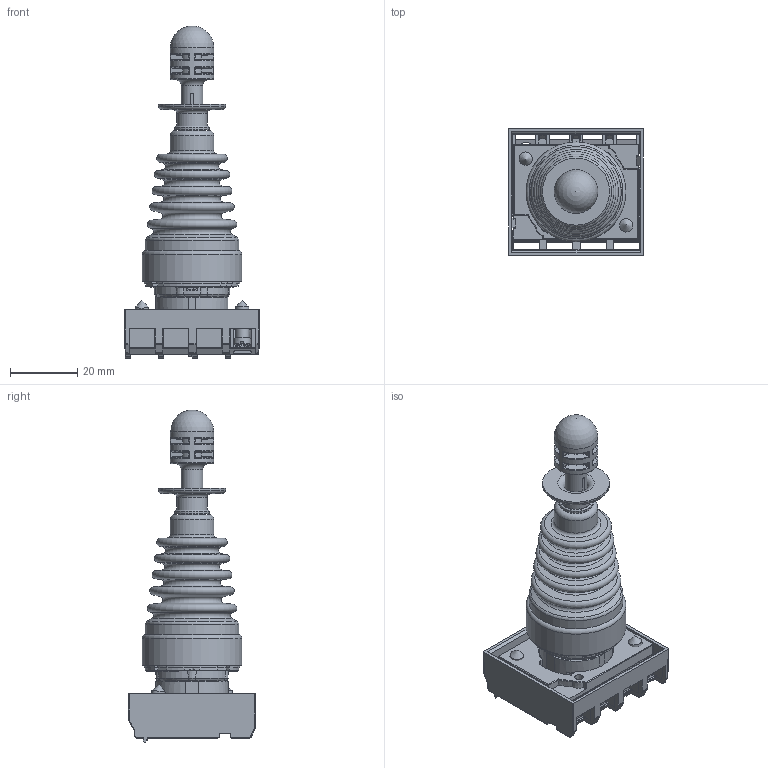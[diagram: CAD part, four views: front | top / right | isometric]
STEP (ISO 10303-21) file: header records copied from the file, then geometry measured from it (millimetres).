
FILE_DESCRIPTION(/* description */ (''),/* implementation_level */ '2;1');
FILE_NAME(/* name */ 'FILE_STP_CAD_DRAWING_3d_LPSJ41_prt.stp',/* time_stamp */ '2021-09-08T14:01:09+02:00',/* author */ (''),/* organization */ (''),/* preprocessor_version */ 'ST-DEVELOPER v16.7',/* originating_system */ 'SIEMENS PLM Software NX 12.0',/* authorisation */ '');
FILE_SCHEMA (('AUTOMOTIVE_DESIGN { 1 0 10303 214 3 1 1 1 }'));
Length unit declared in the file: millimetre
Products named in the file (1): 3d_LPSJ41
Bounding box: 40.2 x 38 x 99.1 mm (x, y, z)
Surface area: 20553.5 mm2 (no closed solid volume)
Topology: 0 solids, 18 shells, 1161 faces, 3878 edges, 2647 vertices
Faces by surface type: plane 489, cylinder 313, cone 156, bspline 118, torus 66, sphere 19
Full cylindrical faces by diameter (mm): 2.7 x2, 4 x2, 5 x2, 6.5 x1, 9 x1, 10.2 x1, 13 x2, 20 x1, 20.5 x1, 28 x1, 29.8 x1
Entity records: 47437 total; most frequent: CARTESIAN_POINT 15059, DIRECTION 6542, ORIENTED_EDGE 6538, EDGE_CURVE 3775, VERTEX_POINT 2626, AXIS2_PLACEMENT_3D 2366, LINE 1810, VECTOR 1810
